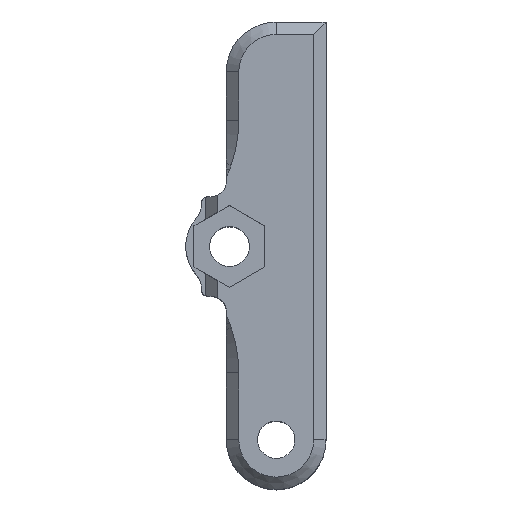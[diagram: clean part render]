
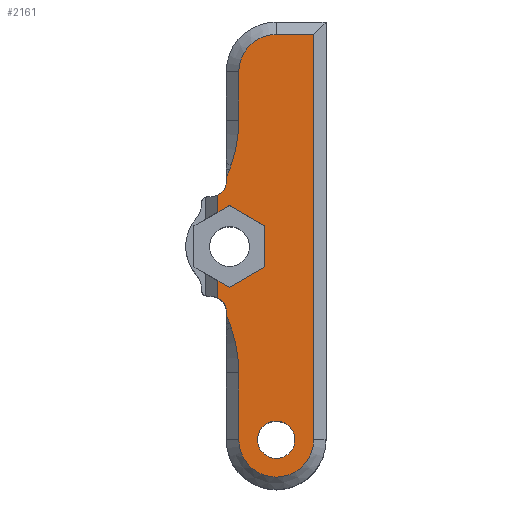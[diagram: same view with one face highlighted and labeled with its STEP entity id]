
A CAD part, top view. The second image highlights one B-rep face of the part: STEP entity #2161.
In plain terms, the highlighted planar face has unit normal (0, 0, 1).
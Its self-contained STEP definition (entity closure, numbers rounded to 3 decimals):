
#76=FACE_BOUND($,#351,.T.);
#118=CIRCLE($,#2255,1.2);
#121=CIRCLE($,#2261,1.2);
#149=CIRCLE($,#2313,1.5);
#152=CIRCLE($,#2321,11.);
#161=CIRCLE($,#2337,11.);
#162=CIRCLE($,#2338,11.);
#163=CIRCLE($,#2339,3.);
#164=CIRCLE($,#2340,3.);
#165=CIRCLE($,#2341,11.);
#224=FACE_OUTER_BOUND($,#350,.T.);
#350=EDGE_LOOP($,(#1638,#1639,#1640,#1641,#1642,#1643,#1644,#1645,#1646,
#1647,#1648,#1649,#1650,#1651,#1652,#1653,#1654,#1655,#1656,#1657,#1658,
#1659,#1660));
#351=EDGE_LOOP($,(#1661));
#426=LINE($,#3045,#641);
#437=LINE($,#3083,#652);
#447=LINE($,#3113,#662);
#454=LINE($,#3130,#669);
#455=LINE($,#3133,#670);
#458=LINE($,#3139,#673);
#461=LINE($,#3144,#676);
#497=LINE($,#3430,#712);
#514=LINE($,#3498,#729);
#515=LINE($,#3502,#730);
#516=LINE($,#3506,#731);
#517=LINE($,#3508,#732);
#518=LINE($,#3512,#733);
#519=LINE($,#3515,#734);
#520=LINE($,#3516,#735);
#641=VECTOR($,#2438,1.364);
#652=VECTOR($,#2469,1.364);
#662=VECTOR($,#2499,1.061);
#669=VECTOR($,#2514,1.061);
#670=VECTOR($,#2517,3.291);
#673=VECTOR($,#2522,3.291);
#676=VECTOR($,#2527,3.291);
#712=VECTOR($,#2669,0.259);
#729=VECTOR($,#2724,0.448);
#730=VECTOR($,#2727,5.368);
#731=VECTOR($,#2730,32.5);
#732=VECTOR($,#2731,3.);
#733=VECTOR($,#2734,3.868);
#734=VECTOR($,#2737,0.448);
#735=VECTOR($,#2738,0.259);
#862=VERTEX_POINT($,#3041);
#864=VERTEX_POINT($,#3044);
#880=VERTEX_POINT($,#3080);
#881=VERTEX_POINT($,#3082);
#887=VERTEX_POINT($,#3100);
#891=VERTEX_POINT($,#3112);
#895=VERTEX_POINT($,#3122);
#897=VERTEX_POINT($,#3128);
#898=VERTEX_POINT($,#3132);
#900=VERTEX_POINT($,#3138);
#960=VERTEX_POINT($,#3401);
#969=VERTEX_POINT($,#3425);
#971=VERTEX_POINT($,#3438);
#973=VERTEX_POINT($,#3443);
#994=VERTEX_POINT($,#3495);
#995=VERTEX_POINT($,#3497);
#996=VERTEX_POINT($,#3499);
#997=VERTEX_POINT($,#3501);
#998=VERTEX_POINT($,#3503);
#999=VERTEX_POINT($,#3505);
#1000=VERTEX_POINT($,#3507);
#1001=VERTEX_POINT($,#3509);
#1002=VERTEX_POINT($,#3511);
#1003=VERTEX_POINT($,#3513);
#1077=EDGE_CURVE($,#864,#862,#426,.T.);
#1096=EDGE_CURVE($,#881,#880,#437,.T.);
#1105=EDGE_CURVE($,#887,#881,#118,.T.);
#1111=EDGE_CURVE($,#891,#864,#447,.T.);
#1117=EDGE_CURVE($,#862,#895,#121,.T.);
#1120=EDGE_CURVE($,#880,#897,#454,.T.);
#1121=EDGE_CURVE($,#898,#891,#455,.T.);
#1124=EDGE_CURVE($,#900,#898,#458,.T.);
#1127=EDGE_CURVE($,#897,#900,#461,.T.);
#1204=EDGE_CURVE($,#960,#960,#149,.T.);
#1215=EDGE_CURVE($,#969,#895,#497,.T.);
#1219=EDGE_CURVE($,#973,#971,#152,.T.);
#1243=EDGE_CURVE($,#969,#994,#161,.T.);
#1244=EDGE_CURVE($,#994,#995,#514,.T.);
#1245=EDGE_CURVE($,#995,#996,#162,.T.);
#1246=EDGE_CURVE($,#996,#997,#515,.T.);
#1247=EDGE_CURVE($,#997,#998,#163,.T.);
#1248=EDGE_CURVE($,#998,#999,#516,.T.);
#1249=EDGE_CURVE($,#999,#1000,#517,.T.);
#1250=EDGE_CURVE($,#1000,#1001,#164,.T.);
#1251=EDGE_CURVE($,#1001,#1002,#518,.T.);
#1252=EDGE_CURVE($,#1002,#1003,#165,.T.);
#1253=EDGE_CURVE($,#1003,#973,#519,.T.);
#1254=EDGE_CURVE($,#887,#971,#520,.T.);
#1638=ORIENTED_EDGE($,*,*,#1096,.T.);
#1639=ORIENTED_EDGE($,*,*,#1120,.T.);
#1640=ORIENTED_EDGE($,*,*,#1127,.T.);
#1641=ORIENTED_EDGE($,*,*,#1124,.T.);
#1642=ORIENTED_EDGE($,*,*,#1121,.T.);
#1643=ORIENTED_EDGE($,*,*,#1111,.T.);
#1644=ORIENTED_EDGE($,*,*,#1077,.T.);
#1645=ORIENTED_EDGE($,*,*,#1117,.T.);
#1646=ORIENTED_EDGE($,*,*,#1215,.F.);
#1647=ORIENTED_EDGE($,*,*,#1243,.T.);
#1648=ORIENTED_EDGE($,*,*,#1244,.T.);
#1649=ORIENTED_EDGE($,*,*,#1245,.T.);
#1650=ORIENTED_EDGE($,*,*,#1246,.T.);
#1651=ORIENTED_EDGE($,*,*,#1247,.T.);
#1652=ORIENTED_EDGE($,*,*,#1248,.T.);
#1653=ORIENTED_EDGE($,*,*,#1249,.T.);
#1654=ORIENTED_EDGE($,*,*,#1250,.T.);
#1655=ORIENTED_EDGE($,*,*,#1251,.T.);
#1656=ORIENTED_EDGE($,*,*,#1252,.T.);
#1657=ORIENTED_EDGE($,*,*,#1253,.T.);
#1658=ORIENTED_EDGE($,*,*,#1219,.T.);
#1659=ORIENTED_EDGE($,*,*,#1254,.F.);
#1660=ORIENTED_EDGE($,*,*,#1105,.T.);
#1661=ORIENTED_EDGE($,*,*,#1204,.F.);
#2071=PLANE($,#2336);
#2161=ADVANCED_FACE($,(#224,#76),#2071,.T.);
#2255=AXIS2_PLACEMENT_3D($,#3101,#2487,#2488);
#2261=AXIS2_PLACEMENT_3D($,#3124,#2508,#2509);
#2313=AXIS2_PLACEMENT_3D($,#3402,#2651,#2652);
#2321=AXIS2_PLACEMENT_3D($,#3444,#2675,#2676);
#2336=AXIS2_PLACEMENT_3D($,#3494,#2720,#2721);
#2337=AXIS2_PLACEMENT_3D($,#3496,#2722,#2723);
#2338=AXIS2_PLACEMENT_3D($,#3500,#2725,#2726);
#2339=AXIS2_PLACEMENT_3D($,#3504,#2728,#2729);
#2340=AXIS2_PLACEMENT_3D($,#3510,#2732,#2733);
#2341=AXIS2_PLACEMENT_3D($,#3514,#2735,#2736);
#2438=DIRECTION($,(0.,-1.,0.));
#2469=DIRECTION($,(0.,-1.,0.));
#2487=DIRECTION('center_axis',(0.,0.,-1.));
#2488=DIRECTION('ref_axis',(1.,0.,0.));
#2499=DIRECTION($,(-0.866,0.5,0.));
#2508=DIRECTION('center_axis',(0.,0.,-1.));
#2509=DIRECTION('ref_axis',(1.,0.,0.));
#2514=DIRECTION($,(0.866,0.5,0.));
#2517=DIRECTION($,(-0.866,-0.5,0.));
#2522=DIRECTION($,(0.,-1.,0.));
#2527=DIRECTION($,(0.866,-0.5,0.));
#2651=DIRECTION('center_axis',(0.,0.,1.));
#2652=DIRECTION('ref_axis',(1.,0.,0.));
#2669=DIRECTION($,(0.,1.,0.));
#2675=DIRECTION('center_axis',(0.,0.,-1.));
#2676=DIRECTION('ref_axis',(1.,0.,0.));
#2720=DIRECTION('center_axis',(0.,0.,1.));
#2721=DIRECTION('ref_axis',(1.,0.,0.));
#2722=DIRECTION('center_axis',(0.,0.,-1.));
#2723=DIRECTION('ref_axis',(1.,0.,0.));
#2724=DIRECTION($,(0.327,-0.945,0.));
#2725=DIRECTION('center_axis',(0.,0.,-1.));
#2726=DIRECTION('ref_axis',(1.,0.,0.));
#2727=DIRECTION($,(0.,-1.,0.));
#2728=DIRECTION('center_axis',(0.,0.,1.));
#2729=DIRECTION('ref_axis',(1.,0.,0.));
#2730=DIRECTION($,(0.,1.,0.));
#2731=DIRECTION($,(-1.,0.,0.));
#2732=DIRECTION('center_axis',(0.,0.,1.));
#2733=DIRECTION('ref_axis',(1.,0.,0.));
#2734=DIRECTION($,(0.,-1.,0.));
#2735=DIRECTION('center_axis',(0.,0.,-1.));
#2736=DIRECTION('ref_axis',(1.,0.,0.));
#2737=DIRECTION($,(-0.327,-0.945,0.));
#2738=DIRECTION($,(0.,1.,0.));
#3041=CARTESIAN_POINT('',(-4.669,11.376,10.));
#3044=CARTESIAN_POINT('',(-4.669,12.74,10.));
#3045=CARTESIAN_POINT($,(-4.669,9.812,10.));
#3080=CARTESIAN_POINT('',(-4.669,18.26,10.));
#3082=CARTESIAN_POINT('',(-4.669,19.624,10.));
#3083=CARTESIAN_POINT($,(-4.669,9.812,10.));
#3100=CARTESIAN_POINT('',(-4.,20.7,10.));
#3101=CARTESIAN_POINT('Origin',(-5.2,20.7,10.));
#3112=CARTESIAN_POINT('',(-3.75,12.209,10.));
#3113=CARTESIAN_POINT($,(0.3,9.871,10.));
#3122=CARTESIAN_POINT('',(-4.,10.3,10.));
#3124=CARTESIAN_POINT('Origin',(-5.2,10.3,10.));
#3128=CARTESIAN_POINT('',(-3.75,18.791,10.));
#3130=CARTESIAN_POINT($,(-7.837,16.431,10.));
#3132=CARTESIAN_POINT('',(-0.9,13.855,10.));
#3133=CARTESIAN_POINT($,(-3.562,12.318,10.));
#3138=CARTESIAN_POINT('',(-0.9,17.145,10.));
#3139=CARTESIAN_POINT($,(-0.9,8.573,10.));
#3144=CARTESIAN_POINT($,(1.725,15.63,10.));
#3401=CARTESIAN_POINT('',(-1.5,0.,10.));
#3402=CARTESIAN_POINT('Origin',(0.,0.,10.));
#3425=CARTESIAN_POINT('',(-4.,10.041,10.));
#3430=CARTESIAN_POINT($,(-4.,-3.54,10.));
#3438=CARTESIAN_POINT('',(-4.,20.959,10.));
#3443=CARTESIAN_POINT('',(-3.75,21.614,10.));
#3444=CARTESIAN_POINT('Origin',(-14.146,25.208,10.));
#3494=CARTESIAN_POINT('Origin',(0.,0.,10.));
#3495=CARTESIAN_POINT('',(-3.75,9.386,10.));
#3496=CARTESIAN_POINT('Origin',(-14.146,5.792,10.));
#3497=CARTESIAN_POINT('',(-3.604,8.962,10.));
#3498=CARTESIAN_POINT($,(-3.604,8.962,10.));
#3499=CARTESIAN_POINT('',(-3.,5.368,10.));
#3500=CARTESIAN_POINT('Origin',(-14.,5.368,10.));
#3501=CARTESIAN_POINT('',(-3.,0.,10.));
#3502=CARTESIAN_POINT($,(-3.,0.,10.));
#3503=CARTESIAN_POINT('',(3.,0.,10.));
#3504=CARTESIAN_POINT('Origin',(0.,0.,10.));
#3505=CARTESIAN_POINT('',(3.,32.5,10.));
#3506=CARTESIAN_POINT($,(3.,33.5,10.));
#3507=CARTESIAN_POINT('',(0.,32.5,10.));
#3508=CARTESIAN_POINT($,(0.,32.5,10.));
#3509=CARTESIAN_POINT('',(-3.,29.5,10.));
#3510=CARTESIAN_POINT('Origin',(0.,29.5,10.));
#3511=CARTESIAN_POINT('',(-3.,25.632,10.));
#3512=CARTESIAN_POINT($,(-3.,25.632,10.));
#3513=CARTESIAN_POINT('',(-3.604,22.038,10.));
#3514=CARTESIAN_POINT('Origin',(-14.,25.632,10.));
#3515=CARTESIAN_POINT($,(-3.75,21.614,10.));
#3516=CARTESIAN_POINT($,(-4.,34.54,10.));
